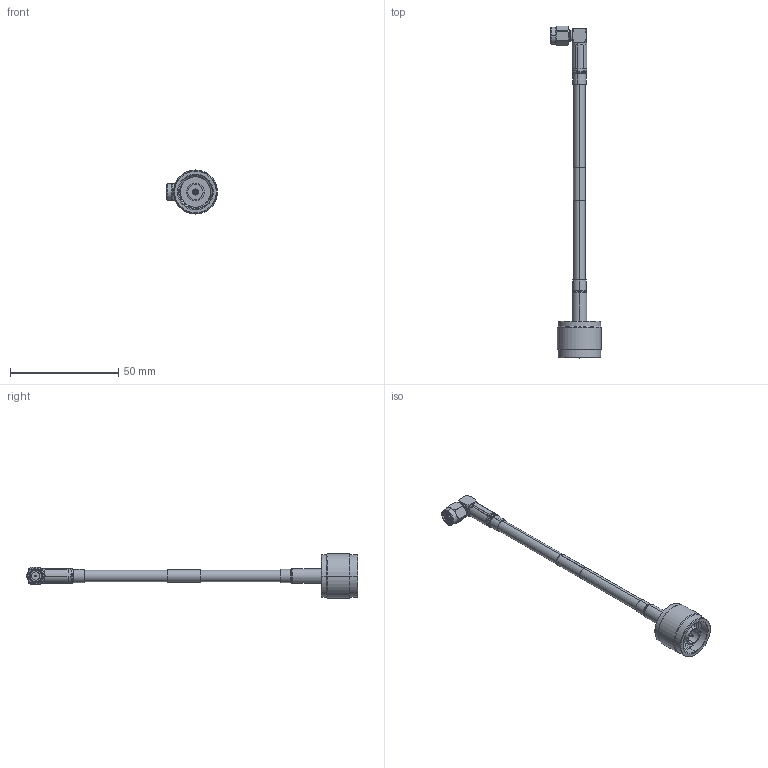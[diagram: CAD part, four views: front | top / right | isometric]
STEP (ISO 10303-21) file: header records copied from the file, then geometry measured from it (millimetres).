
FILE_DESCRIPTION (( 'STEP AP214' ), '1' );
FILE_NAME ('FMC00140_3D.STEP', '2021-11-11T22:25:26', ( '' ), ( '' ), 'SwSTEP 2.0', 'SolidWorks 2021', '' );
FILE_SCHEMA (( 'AUTOMOTIVE_DESIGN' ));
Length unit declared in the file: inch
Products named in the file (5): SC4263; SC6050; CA-240-MA1_2_.75" Long; RG223_with label; FMC00140_3D
Assembly tree (5 placements, depth 2):
  FMC00140_3D
    RG223_with label
    SC6050
    SC4263
    CA-240-MA1_2_.75" Long  x2
Bounding box: 23.5 x 153.22 x 20.32 mm (x, y, z)
Volume: 7722.9 mm3; surface area: 8941.6 mm2
Topology: 8 solids, 8 shells, 3378 faces, 7126 edges, 3785 vertices
Faces by surface type: bspline 2406, cylinder 636, plane 262, cone 54, torus 20
Entity records: 135027 total; most frequent: CARTESIAN_POINT 90355, ORIENTED_EDGE 14160, EDGE_CURVE 7080, VERTEX_POINT 3761, EDGE_LOOP 3385, FACE_OUTER_BOUND 3356, ADVANCED_FACE 3356, DIRECTION 2964
